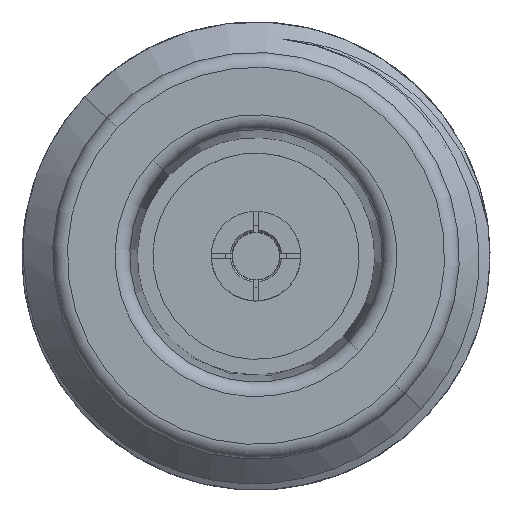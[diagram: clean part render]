
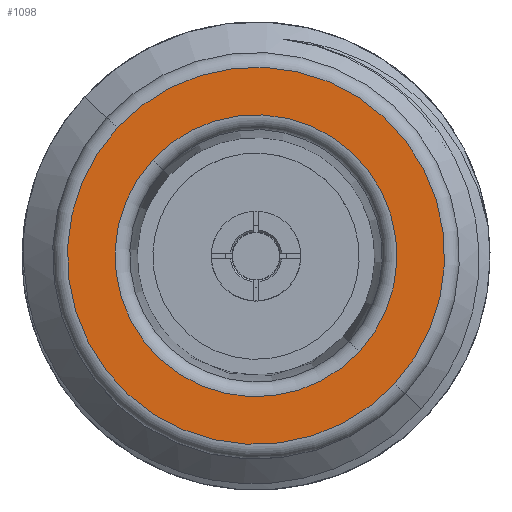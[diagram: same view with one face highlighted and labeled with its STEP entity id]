
A CAD part, top view. The second image highlights one B-rep face of the part: STEP entity #1098.
In plain terms, the highlighted planar face has unit normal (0, 0, 1).
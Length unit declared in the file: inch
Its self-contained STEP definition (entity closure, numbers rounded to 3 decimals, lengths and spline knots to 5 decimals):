
#756 = AXIS2_PLACEMENT_3D ( 'NONE', #11603, #5142, #7937 ) ;
#806 = CARTESIAN_POINT ( 'NONE',  ( -0.00032, -0.00938, 1.2643 ) ) ;
#929 = DIRECTION ( 'NONE',  ( 0., 0., 1. ) ) ;
#1010 = FACE_BOUND ( 'NONE', #5632, .T. ) ;
#1078 = CARTESIAN_POINT ( 'NONE',  ( -0.18526, 0.16176, 1.2643 ) ) ;
#1098 = ADVANCED_FACE ( 'NONE', ( #1010, #1968 ), #3788, .T. ) ;
#1968 = FACE_OUTER_BOUND ( 'NONE', #7160, .T. ) ;
#1990 = CIRCLE ( 'NONE', #7770, 0.18832 ) ;
#2574 = DIRECTION ( 'NONE',  ( -0.734, 0.679, 0. ) ) ;
#2633 = CARTESIAN_POINT ( 'NONE',  ( -0.00032, -0.00938, 1.2643 ) ) ;
#2645 = CARTESIAN_POINT ( 'NONE',  ( 0.1379, -0.13728, 1.2643 ) ) ;
#3611 = AXIS2_PLACEMENT_3D ( 'NONE', #806, #929, #3710 ) ;
#3710 = DIRECTION ( 'NONE',  ( -0.734, 0.679, 0. ) ) ;
#3788 = PLANE ( 'NONE',  #756 ) ;
#4229 = VERTEX_POINT ( 'NONE', #5792 ) ;
#4367 = DIRECTION ( 'NONE',  ( -0.734, 0.679, 0. ) ) ;
#4971 = CARTESIAN_POINT ( 'NONE',  ( -0.00032, -0.00938, 1.2643 ) ) ;
#5142 = DIRECTION ( 'NONE',  ( 0., 0., 1. ) ) ;
#5143 = CARTESIAN_POINT ( 'NONE',  ( -0.00032, -0.00938, 1.2643 ) ) ;
#5198 = CARTESIAN_POINT ( 'NONE',  ( -0.13854, 0.11853, 1.2643 ) ) ;
#5632 = EDGE_LOOP ( 'NONE', ( #11926, #7276 ) ) ;
#5792 = CARTESIAN_POINT ( 'NONE',  ( 0.18461, -0.18051, 1.2643 ) ) ;
#7160 = EDGE_LOOP ( 'NONE', ( #11517, #10958 ) ) ;
#7276 = ORIENTED_EDGE ( 'NONE', *, *, #9840, .T. ) ;
#7398 = AXIS2_PLACEMENT_3D ( 'NONE', #5143, #8053, #2574 ) ;
#7718 = EDGE_CURVE ( 'NONE', #11803, #8023, #1990, .T. ) ;
#7755 = EDGE_CURVE ( 'NONE', #8857, #4229, #10276, .T. ) ;
#7770 = AXIS2_PLACEMENT_3D ( 'NONE', #2633, #7997, #4367 ) ;
#7937 = DIRECTION ( 'NONE',  ( -0.734, 0.679, 0. ) ) ;
#7997 = DIRECTION ( 'NONE',  ( 0., 0., -1. ) ) ;
#8023 = VERTEX_POINT ( 'NONE', #2645 ) ;
#8053 = DIRECTION ( 'NONE',  ( 0., 0., 1. ) ) ;
#8583 = DIRECTION ( 'NONE',  ( -0.734, 0.679, 0. ) ) ;
#8785 = CIRCLE ( 'NONE', #3611, 0.25197 ) ;
#8857 = VERTEX_POINT ( 'NONE', #1078 ) ;
#9011 = AXIS2_PLACEMENT_3D ( 'NONE', #4971, #9570, #8583 ) ;
#9541 = EDGE_CURVE ( 'NONE', #4229, #8857, #8785, .T. ) ;
#9570 = DIRECTION ( 'NONE',  ( 0., 0., -1. ) ) ;
#9840 = EDGE_CURVE ( 'NONE', #8023, #11803, #9969, .T. ) ;
#9969 = CIRCLE ( 'NONE', #9011, 0.18832 ) ;
#10276 = CIRCLE ( 'NONE', #7398, 0.25197 ) ;
#10958 = ORIENTED_EDGE ( 'NONE', *, *, #9541, .T. ) ;
#11517 = ORIENTED_EDGE ( 'NONE', *, *, #7755, .T. ) ;
#11603 = CARTESIAN_POINT ( 'NONE',  ( -0.00032, -0.00938, 1.2643 ) ) ;
#11803 = VERTEX_POINT ( 'NONE', #5198 ) ;
#11926 = ORIENTED_EDGE ( 'NONE', *, *, #7718, .T. ) ;
